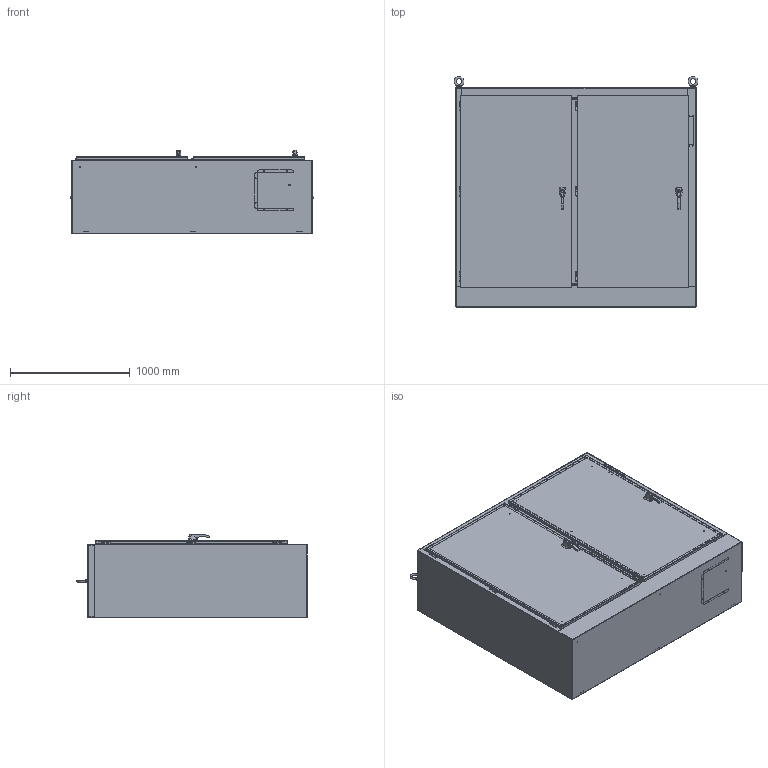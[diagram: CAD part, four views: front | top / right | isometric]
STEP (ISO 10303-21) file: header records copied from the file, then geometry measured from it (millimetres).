
FILE_DESCRIPTION (( 'STEP AP214' ), '1' );
FILE_NAME ('2UHD727924FTC.STEP', '2019-07-26T13:22:28', ( '' ), ( '' ), 'SwSTEP 2.0', 'SolidWorks 2018', '' );
FILE_SCHEMA (( 'AUTOMOTIVE_DESIGN' ));
Length unit declared in the file: inch
Products named in the file (1): 2UHD727924FTC
Bounding box: 2035.11 x 1925.21 x 697.62 mm (x, y, z)
Volume: 81757196 mm3; surface area: 34680448 mm2
Topology: 216 solids, 216 shells, 3050 faces, 7153 edges, 4606 vertices
Faces by surface type: plane 1766, cylinder 898, bspline 232, cone 143, torus 11
Full cylindrical faces by diameter (mm): 3.68 x4, 3.81 x4, 4.249 x2, 4.394 x2, 4.75 x5, 4.775 x4, 4.928 x1, 4.976 x12, 4.978 x3, 5.08 x2, 5.105 x6, 5.842 x2, 5.893 x2, 5.918 x2, 6.248 x8, 6.35 x49, 6.477 x5, 6.528 x10, 6.731 x2, 6.756 x3, 7.112 x10, 7.137 x19, 7.163 x4, 7.366 x2, 7.442 x6, 7.805 x11, 7.937 x4, 7.938 x2, 7.95 x16, 8.128 x2
Entity records: 150229 total; most frequent: CARTESIAN_POINT 42187, DIRECTION 13176, ORIENTED_EDGE 13000, EDGE_CURVE 6500, AXIS2_PLACEMENT_3D 4733, VERTEX_POINT 4558, EDGE_LOOP 4110, VECTOR 3710
